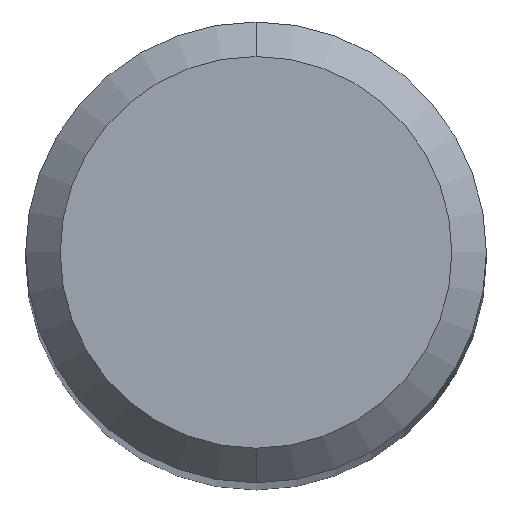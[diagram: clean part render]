
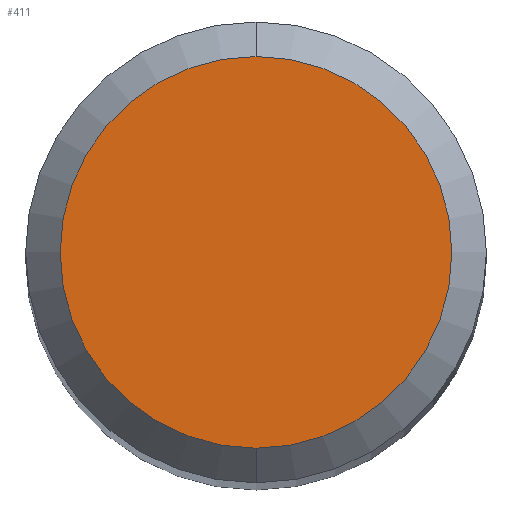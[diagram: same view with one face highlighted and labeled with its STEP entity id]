
A CAD part, top view. The second image highlights one B-rep face of the part: STEP entity #411.
In plain terms, the highlighted planar face has unit normal (0, 0, 1).
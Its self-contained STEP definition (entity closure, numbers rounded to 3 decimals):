
#179=VERTEX_POINT('',#487);
#343=EDGE_CURVE('',#407,#179,#664,.T.);
#347=EDGE_CURVE('',#179,#407,#668,.T.);
#407=VERTEX_POINT('',#734);
#411=ADVANCED_FACE('',(#738),#739,.T.);
#487=CARTESIAN_POINT('',(0.0,1.7,0.0));
#664=CIRCLE('',#1186,1.7);
#668=CIRCLE('',#1192,1.7);
#734=CARTESIAN_POINT('',(0.,-1.7,0.0));
#738=FACE_OUTER_BOUND('',#1312,.T.);
#739=PLANE('',#1313);
#1186=AXIS2_PLACEMENT_3D('',#1626,#1627,#1628);
#1192=AXIS2_PLACEMENT_3D('',#1632,#1633,#1634);
#1312=EDGE_LOOP('',(#1706,#1707));
#1313=AXIS2_PLACEMENT_3D('',#1708,#1709,#1710);
#1626=CARTESIAN_POINT('',(0.0,0.0,0.0));
#1627=DIRECTION('',(0.0,0.0,-1.0));
#1628=DIRECTION('',(0.0,1.0,0.0));
#1632=CARTESIAN_POINT('',(0.0,0.0,0.0));
#1633=DIRECTION('',(0.0,0.0,-1.0));
#1634=DIRECTION('',(0.0,1.0,0.0));
#1706=ORIENTED_EDGE('',*,*,#347,.F.);
#1707=ORIENTED_EDGE('',*,*,#343,.F.);
#1708=CARTESIAN_POINT('',(0.0,0.85,0.0));
#1709=DIRECTION('',(-0.0,0.0,1.0));
#1710=DIRECTION('',(0.0,-1.0,0.0));
